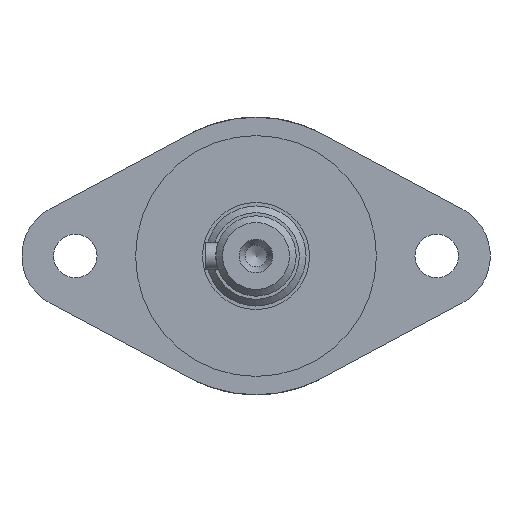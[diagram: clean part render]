
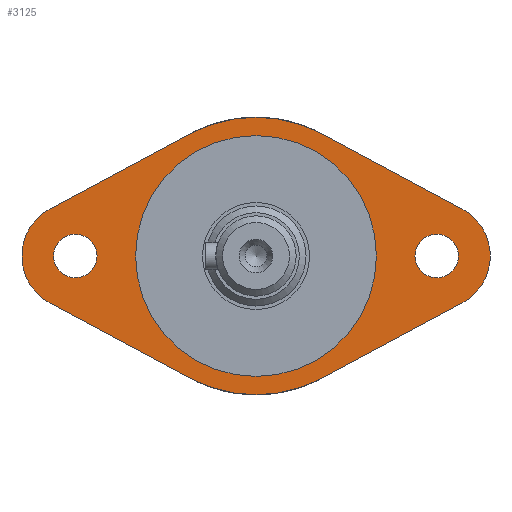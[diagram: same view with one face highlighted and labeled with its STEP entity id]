
A CAD part, left-side view. The second image highlights one B-rep face of the part: STEP entity #3125.
In plain terms, the highlighted planar face has unit normal (-1, 0, 0).
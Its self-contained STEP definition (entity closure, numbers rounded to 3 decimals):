
#135=LINE('',#4544,#399);
#137=LINE('',#4549,#401);
#141=LINE('',#4562,#405);
#146=LINE('',#4575,#410);
#399=VECTOR('',#3669,10.);
#401=VECTOR('',#3673,10.);
#405=VECTOR('',#3685,10.);
#410=VECTOR('',#3698,10.);
#829=FACE_BOUND('',#1042,.T.);
#830=FACE_BOUND('',#1043,.T.);
#831=FACE_BOUND('',#1044,.T.);
#864=FACE_OUTER_BOUND('',#1041,.T.);
#1041=EDGE_LOOP('',(#2163,#2164,#2165,#2166,#2167,#2168,#2169,#2170));
#1042=EDGE_LOOP('',(#2171));
#1043=EDGE_LOOP('',(#2172));
#1044=EDGE_LOOP('',(#2173,#2174));
#1225=CIRCLE('',#3318,3.25);
#1228=CIRCLE('',#3322,3.25);
#1230=CIRCLE('',#3325,8.);
#1234=CIRCLE('',#3334,8.);
#1236=CIRCLE('',#3339,18.);
#1237=CIRCLE('',#3340,18.);
#1240=CIRCLE('',#3344,20.75);
#1241=CIRCLE('',#3345,20.75);
#1367=VERTEX_POINT('',#4519);
#1370=VERTEX_POINT('',#4527);
#1373=VERTEX_POINT('',#4534);
#1374=VERTEX_POINT('',#4536);
#1376=VERTEX_POINT('',#4542);
#1378=VERTEX_POINT('',#4548);
#1382=VERTEX_POINT('',#4559);
#1383=VERTEX_POINT('',#4561);
#1385=VERTEX_POINT('',#4567);
#1387=VERTEX_POINT('',#4573);
#1388=VERTEX_POINT('',#4579);
#1389=VERTEX_POINT('',#4580);
#1663=EDGE_CURVE('',#1367,#1367,#1225,.T.);
#1667=EDGE_CURVE('',#1370,#1370,#1228,.T.);
#1670=EDGE_CURVE('',#1373,#1374,#1230,.T.);
#1674=EDGE_CURVE('',#1376,#1373,#135,.T.);
#1676=EDGE_CURVE('',#1374,#1378,#137,.T.);
#1682=EDGE_CURVE('',#1383,#1382,#141,.T.);
#1686=EDGE_CURVE('',#1382,#1385,#1234,.T.);
#1689=EDGE_CURVE('',#1385,#1387,#146,.T.);
#1691=EDGE_CURVE('',#1388,#1389,#1236,.T.);
#1692=EDGE_CURVE('',#1389,#1388,#1237,.T.);
#1696=EDGE_CURVE('',#1378,#1387,#1240,.T.);
#1697=EDGE_CURVE('',#1383,#1376,#1241,.T.);
#2163=ORIENTED_EDGE('',*,*,#1696,.F.);
#2164=ORIENTED_EDGE('',*,*,#1676,.F.);
#2165=ORIENTED_EDGE('',*,*,#1670,.F.);
#2166=ORIENTED_EDGE('',*,*,#1674,.F.);
#2167=ORIENTED_EDGE('',*,*,#1697,.F.);
#2168=ORIENTED_EDGE('',*,*,#1682,.T.);
#2169=ORIENTED_EDGE('',*,*,#1686,.T.);
#2170=ORIENTED_EDGE('',*,*,#1689,.T.);
#2171=ORIENTED_EDGE('',*,*,#1663,.T.);
#2172=ORIENTED_EDGE('',*,*,#1667,.T.);
#2173=ORIENTED_EDGE('',*,*,#1691,.T.);
#2174=ORIENTED_EDGE('',*,*,#1692,.T.);
#3013=PLANE('',#3343);
#3125=ADVANCED_FACE('',(#864,#829,#830,#831),#3013,.T.);
#3318=AXIS2_PLACEMENT_3D('',#4521,#3646,#3647);
#3322=AXIS2_PLACEMENT_3D('',#4529,#3655,#3656);
#3325=AXIS2_PLACEMENT_3D('',#4537,#3662,#3663);
#3334=AXIS2_PLACEMENT_3D('',#4569,#3692,#3693);
#3339=AXIS2_PLACEMENT_3D('',#4581,#3705,#3706);
#3340=AXIS2_PLACEMENT_3D('',#4582,#3707,#3708);
#3343=AXIS2_PLACEMENT_3D('',#4588,#3714,#3715);
#3344=AXIS2_PLACEMENT_3D('',#4589,#3716,#3717);
#3345=AXIS2_PLACEMENT_3D('',#4590,#3718,#3719);
#3646=DIRECTION('center_axis',(1.,0.,0.));
#3647=DIRECTION('ref_axis',(0.,0.,1.));
#3655=DIRECTION('center_axis',(1.,0.,0.));
#3656=DIRECTION('ref_axis',(0.,0.,1.));
#3662=DIRECTION('center_axis',(1.,0.,0.));
#3663=DIRECTION('ref_axis',(0.,-0.472,-0.881));
#3669=DIRECTION('',(0.,0.881,0.472));
#3673=DIRECTION('',(0.,-0.881,0.472));
#3685=DIRECTION('',(0.,-0.881,0.472));
#3692=DIRECTION('center_axis',(-1.,0.,0.));
#3693=DIRECTION('ref_axis',(0.,-0.472,-0.881));
#3698=DIRECTION('',(0.,0.881,0.472));
#3705=DIRECTION('center_axis',(1.,0.,0.));
#3706=DIRECTION('ref_axis',(0.,-1.,0.));
#3707=DIRECTION('center_axis',(1.,0.,0.));
#3708=DIRECTION('ref_axis',(0.,-1.,0.));
#3714=DIRECTION('center_axis',(-1.,0.,0.));
#3715=DIRECTION('ref_axis',(0.,0.,-1.));
#3716=DIRECTION('center_axis',(1.,0.,0.));
#3717=DIRECTION('ref_axis',(0.,-1.,0.));
#3718=DIRECTION('center_axis',(1.,0.,0.));
#3719=DIRECTION('ref_axis',(0.,-1.,0.));
#4519=CARTESIAN_POINT('',(-179.7,-27.,-3.25));
#4521=CARTESIAN_POINT('Origin',(-179.7,-27.,0.));
#4527=CARTESIAN_POINT('',(-179.7,27.,-3.25));
#4529=CARTESIAN_POINT('Origin',(-179.7,27.,0.));
#4534=CARTESIAN_POINT('',(-179.7,30.778,-7.052));
#4536=CARTESIAN_POINT('',(-179.7,30.778,7.052));
#4537=CARTESIAN_POINT('Origin',(-179.7,27.,0.));
#4542=CARTESIAN_POINT('',(-179.7,9.799,-18.291));
#4544=CARTESIAN_POINT('',(-179.7,9.799,-18.291));
#4548=CARTESIAN_POINT('',(-179.7,9.799,18.291));
#4549=CARTESIAN_POINT('',(-179.7,30.778,7.052));
#4559=CARTESIAN_POINT('',(-179.7,-30.778,-7.052));
#4561=CARTESIAN_POINT('',(-179.7,-9.799,-18.291));
#4562=CARTESIAN_POINT('',(-179.7,-9.799,-18.291));
#4567=CARTESIAN_POINT('',(-179.7,-30.778,7.052));
#4569=CARTESIAN_POINT('Origin',(-179.7,-27.,0.));
#4573=CARTESIAN_POINT('',(-179.7,-9.799,18.291));
#4575=CARTESIAN_POINT('',(-179.7,-30.778,7.052));
#4579=CARTESIAN_POINT('',(-179.7,-18.,0.));
#4580=CARTESIAN_POINT('',(-179.7,18.,0.));
#4581=CARTESIAN_POINT('Origin',(-179.7,0.,
0.));
#4582=CARTESIAN_POINT('Origin',(-179.7,0.,
0.));
#4588=CARTESIAN_POINT('Origin',(-179.7,-19.375,0.));
#4589=CARTESIAN_POINT('Origin',(-179.7,0.,
0.));
#4590=CARTESIAN_POINT('Origin',(-179.7,0.,
0.));
